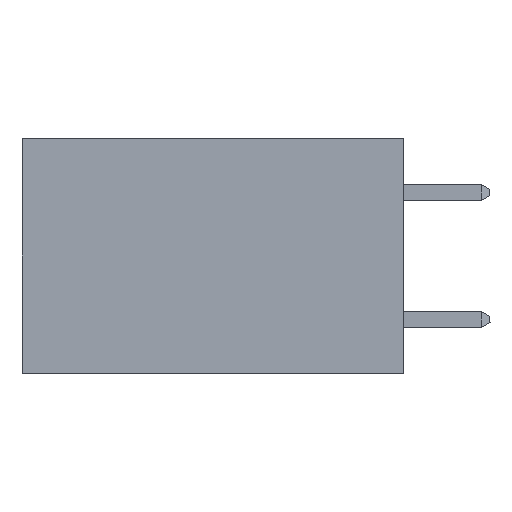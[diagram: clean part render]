
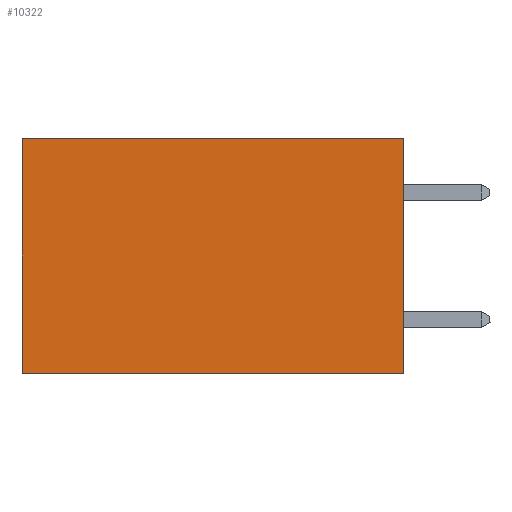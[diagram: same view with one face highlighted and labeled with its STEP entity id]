
A CAD part, left-side view. The second image highlights one B-rep face of the part: STEP entity #10322.
In plain terms, the highlighted planar face has unit normal (-1, 0, 0).
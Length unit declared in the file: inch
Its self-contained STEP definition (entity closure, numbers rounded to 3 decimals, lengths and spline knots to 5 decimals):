
#501 = FACE_OUTER_BOUND ( 'NONE', #8612, .T. ) ;
#945 = DIRECTION ( 'NONE',  ( 0., 0., -1. ) ) ;
#970 = EDGE_CURVE ( 'NONE', #10883, #8330, #7208, .T. ) ;
#1009 = CARTESIAN_POINT ( 'NONE',  ( 0.2875, 0., -0.37 ) ) ;
#1324 = CARTESIAN_POINT ( 'NONE',  ( 0.2875, 0., 0. ) ) ;
#1506 = ORIENTED_EDGE ( 'NONE', *, *, #970, .F. ) ;
#2585 = ORIENTED_EDGE ( 'NONE', *, *, #5036, .F. ) ;
#2799 = CARTESIAN_POINT ( 'NONE',  ( 0.2875, 0.6, 0. ) ) ;
#3649 = CARTESIAN_POINT ( 'NONE',  ( 0.2875, 0., -0.37 ) ) ;
#4312 = VERTEX_POINT ( 'NONE', #8699 ) ;
#4567 = DIRECTION ( 'NONE',  ( 0., 0., -1. ) ) ;
#4575 = DIRECTION ( 'NONE',  ( 0., 0., -1. ) ) ;
#4754 = LINE ( 'NONE', #1324, #6933 ) ;
#4767 = VECTOR ( 'NONE', #11060, 39.37008 ) ;
#5036 = EDGE_CURVE ( 'NONE', #4312, #10883, #11108, .T. ) ;
#5424 = VERTEX_POINT ( 'NONE', #7467 ) ;
#5570 = CARTESIAN_POINT ( 'NONE',  ( 0.2875, 0., 0. ) ) ;
#5912 = CARTESIAN_POINT ( 'NONE',  ( 0.2875, 0.6, -0.37 ) ) ;
#6104 = EDGE_CURVE ( 'NONE', #4312, #5424, #4754, .T. ) ;
#6376 = DIRECTION ( 'NONE',  ( 1., 0., 0. ) ) ;
#6534 = VECTOR ( 'NONE', #945, 39.37008 ) ;
#6933 = VECTOR ( 'NONE', #10479, 39.37008 ) ;
#7208 = LINE ( 'NONE', #1009, #4767 ) ;
#7467 = CARTESIAN_POINT ( 'NONE',  ( 0.2875, 0.6, 0. ) ) ;
#8016 = AXIS2_PLACEMENT_3D ( 'NONE', #11876, #6376, #4567 ) ;
#8120 = LINE ( 'NONE', #2799, #6534 ) ;
#8264 = ORIENTED_EDGE ( 'NONE', *, *, #6104, .T. ) ;
#8330 = VERTEX_POINT ( 'NONE', #5912 ) ;
#8612 = EDGE_LOOP ( 'NONE', ( #9900, #1506, #2585, #8264 ) ) ;
#8681 = VECTOR ( 'NONE', #4575, 39.37008 ) ;
#8699 = CARTESIAN_POINT ( 'NONE',  ( 0.2875, 0., 0. ) ) ;
#9900 = ORIENTED_EDGE ( 'NONE', *, *, #11255, .T. ) ;
#10322 = ADVANCED_FACE ( 'NONE', ( #501 ), #10961, .F. ) ;
#10479 = DIRECTION ( 'NONE',  ( 0., 1., 0. ) ) ;
#10883 = VERTEX_POINT ( 'NONE', #3649 ) ;
#10961 = PLANE ( 'NONE',  #8016 ) ;
#11060 = DIRECTION ( 'NONE',  ( 0., 1., 0. ) ) ;
#11108 = LINE ( 'NONE', #5570, #8681 ) ;
#11255 = EDGE_CURVE ( 'NONE', #5424, #8330, #8120, .T. ) ;
#11876 = CARTESIAN_POINT ( 'NONE',  ( 0.2875, 0., 0. ) ) ;
